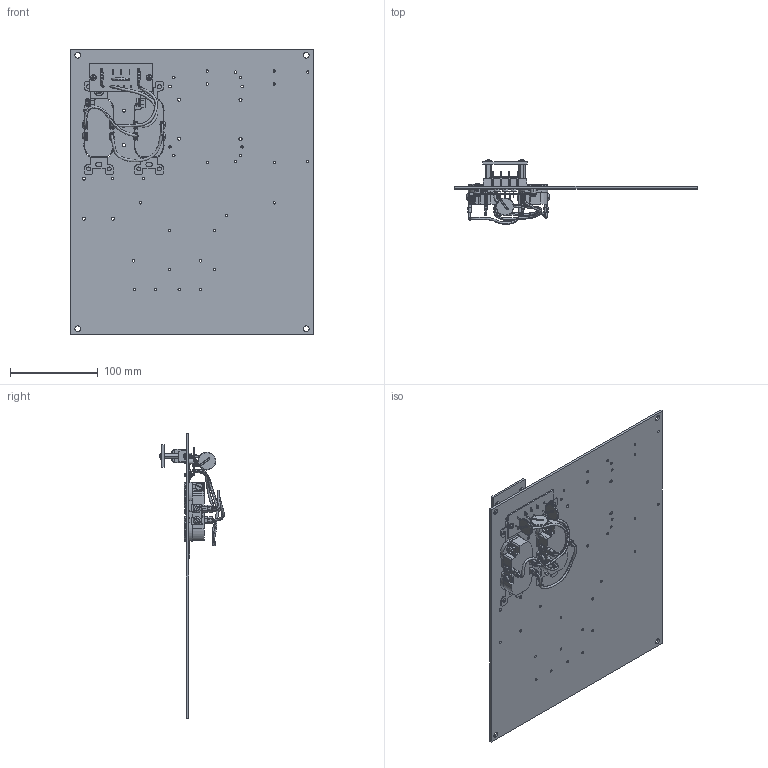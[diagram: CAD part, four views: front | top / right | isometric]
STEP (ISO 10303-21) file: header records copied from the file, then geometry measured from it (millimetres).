
FILE_DESCRIPTION (( 'STEP AP214' ), '1' );
FILE_NAME ('NB14-RP100.STEP', '2013-08-21T18:43:09', ( 'L-Com' ), ( 'L-Com Global Connectivity' ), 'SwSTEP 2.0', 'SolidWorks 2012', '' );
FILE_SCHEMA (( 'AUTOMOTIVE_DESIGN' ));
Length unit declared in the file: inch
Products named in the file (17): XLBL-F704-UL_With Actual Text; 1AW05-083_With Actual Text; 1AW05-082_With Actual Text; XFW-0004; 3D-Route Pattern_outlet wires; XFN-0022; X-ASSY-HYP285-1; XERZ-V20D241; X-PCB-HYP285; XF797-02; XFS-0017; XMH-0010; XFN-0013; XCTB-0002; XCT-0010; XF451-01; NB14-RP100
Assembly tree (35 placements, depth 3):
  NB14-RP100
    XF451-01
    XCT-0010  x6
    XCTB-0002
    XFN-0013  x2
    XMH-0010  x2
    XFS-0017  x9
    XF797-02
    X-ASSY-HYP285-1
      X-PCB-HYP285
      XERZ-V20D241  x3
    XFN-0022  x2
    3D-Route Pattern_outlet wires
    XFW-0004  x2
    1AW05-082_With Actual Text
    1AW05-083_With Actual Text
    XLBL-F704-UL_With Actual Text
Bounding box: 275.59 x 73.29 x 323.85 mm (x, y, z)
Volume: 319833.4 mm3; surface area: 231014.9 mm2
Topology: 37 solids, 37 shells, 3051 faces, 7727 edges, 4860 vertices
Faces by surface type: plane 1393, cylinder 704, cone 438, bspline 318, torus 173, sphere 25
Entity records: 87965 total; most frequent: CARTESIAN_POINT 28776, ORIENTED_EDGE 9096, DIRECTION 7901, EDGE_CURVE 4548, VERTEX_POINT 2929, VECTOR 2757, LINE 2757, AXIS2_PLACEMENT_3D 2572
